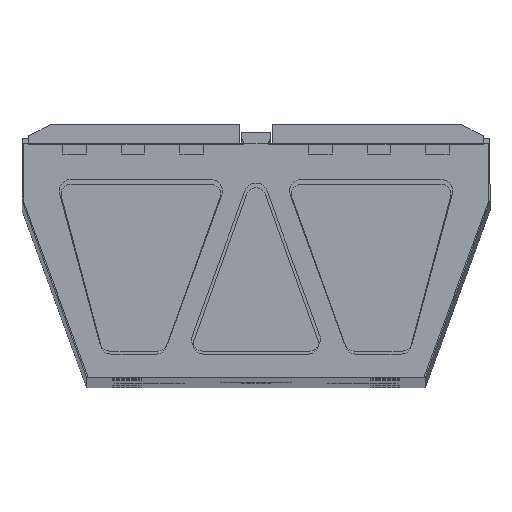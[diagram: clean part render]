
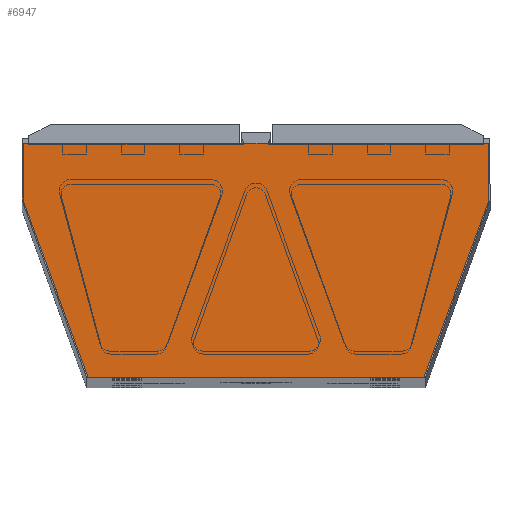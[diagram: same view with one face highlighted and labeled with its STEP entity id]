
A CAD part, top view. The second image highlights one B-rep face of the part: STEP entity #6947.
In plain terms, the highlighted planar face has unit normal (0, 0, 1).
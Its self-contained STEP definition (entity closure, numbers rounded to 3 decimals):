
#285 = DIRECTION ( 'NONE',  ( 1., 0., 0. ) ) ;
#497 = CARTESIAN_POINT ( 'NONE',  ( 28.687, -42.266, 503. ) ) ;
#1211 = CARTESIAN_POINT ( 'NONE',  ( 39.687, -2.266, 503. ) ) ;
#1355 = DIRECTION ( 'NONE',  ( -1., 0., 0. ) ) ;
#1924 = CARTESIAN_POINT ( 'NONE',  ( 39.687, -2.266, 503. ) ) ;
#2084 = VECTOR ( 'NONE', #8670, 1000. ) ;
#2136 = VERTEX_POINT ( 'NONE', #8114 ) ;
#2780 = CARTESIAN_POINT ( 'NONE',  ( -28.688, -42.266, 503. ) ) ;
#4294 = DIRECTION ( 'NONE',  ( 0., -1., 0. ) ) ;
#4916 = ORIENTED_EDGE ( 'NONE', *, *, #10727, .F. ) ;
#4926 = CARTESIAN_POINT ( 'NONE',  ( 39.687, -12.366, 503. ) ) ;
#5220 = AXIS2_PLACEMENT_3D ( 'NONE', #16867, #13595, #16773 ) ;
#5357 = EDGE_CURVE ( 'NONE', #2136, #13221, #12995, .T. ) ;
#5678 = VERTEX_POINT ( 'NONE', #497 ) ;
#5867 = ORIENTED_EDGE ( 'NONE', *, *, #12019, .F. ) ;
#5872 = VERTEX_POINT ( 'NONE', #13350 ) ;
#6947 = ADVANCED_FACE ( 'NONE', ( #18126 ), #12505, .T. ) ;
#7060 = ORIENTED_EDGE ( 'NONE', *, *, #17551, .F. ) ;
#7262 = ORIENTED_EDGE ( 'NONE', *, *, #5357, .F. ) ;
#8004 = DIRECTION ( 'NONE',  ( -0.345, -0.939, 0. ) ) ;
#8114 = CARTESIAN_POINT ( 'NONE',  ( 39.687, -2.266, 503. ) ) ;
#8205 = LINE ( 'NONE', #11491, #8865 ) ;
#8670 = DIRECTION ( 'NONE',  ( -0.345, 0.939, 0. ) ) ;
#8865 = VECTOR ( 'NONE', #12752, 1000. ) ;
#9343 = CARTESIAN_POINT ( 'NONE',  ( -39.688, -2.266, 503. ) ) ;
#9346 = LINE ( 'NONE', #4926, #12353 ) ;
#10302 = LINE ( 'NONE', #2780, #2084 ) ;
#10518 = VERTEX_POINT ( 'NONE', #9343 ) ;
#10727 = EDGE_CURVE ( 'NONE', #5678, #11320, #17599, .T. ) ;
#11320 = VERTEX_POINT ( 'NONE', #12879 ) ;
#11491 = CARTESIAN_POINT ( 'NONE',  ( -39.688, -2.266, 503. ) ) ;
#11623 = ORIENTED_EDGE ( 'NONE', *, *, #12348, .F. ) ;
#11740 = EDGE_CURVE ( 'NONE', #5872, #10518, #8205, .T. ) ;
#12019 = EDGE_CURVE ( 'NONE', #10518, #2136, #13528, .T. ) ;
#12348 = EDGE_CURVE ( 'NONE', #11320, #5872, #10302, .T. ) ;
#12353 = VECTOR ( 'NONE', #8004, 1000. ) ;
#12505 = PLANE ( 'NONE',  #5220 ) ;
#12752 = DIRECTION ( 'NONE',  ( 0., 1., 0. ) ) ;
#12879 = CARTESIAN_POINT ( 'NONE',  ( -28.688, -42.266, 503. ) ) ;
#12995 = LINE ( 'NONE', #1211, #19037 ) ;
#13221 = VERTEX_POINT ( 'NONE', #13712 ) ;
#13350 = CARTESIAN_POINT ( 'NONE',  ( -39.688, -12.366, 503. ) ) ;
#13528 = LINE ( 'NONE', #1924, #14420 ) ;
#13595 = DIRECTION ( 'NONE',  ( 0., 0., 1. ) ) ;
#13712 = CARTESIAN_POINT ( 'NONE',  ( 39.687, -12.366, 503. ) ) ;
#14420 = VECTOR ( 'NONE', #285, 1000. ) ;
#14589 = CARTESIAN_POINT ( 'NONE',  ( -28.688, -42.266, 503. ) ) ;
#16625 = ORIENTED_EDGE ( 'NONE', *, *, #11740, .F. ) ;
#16773 = DIRECTION ( 'NONE',  ( 1., 0., 0. ) ) ;
#16867 = CARTESIAN_POINT ( 'NONE',  ( -39.688, -42.266, 503. ) ) ;
#17514 = VECTOR ( 'NONE', #1355, 1000. ) ;
#17551 = EDGE_CURVE ( 'NONE', #13221, #5678, #9346, .T. ) ;
#17599 = LINE ( 'NONE', #14589, #17514 ) ;
#18126 = FACE_OUTER_BOUND ( 'NONE', #18147, .T. ) ;
#18147 = EDGE_LOOP ( 'NONE', ( #16625, #11623, #4916, #7060, #7262, #5867 ) ) ;
#19037 = VECTOR ( 'NONE', #4294, 1000. ) ;
